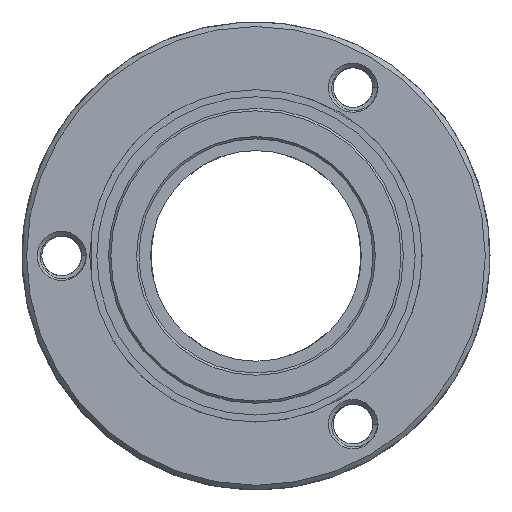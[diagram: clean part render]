
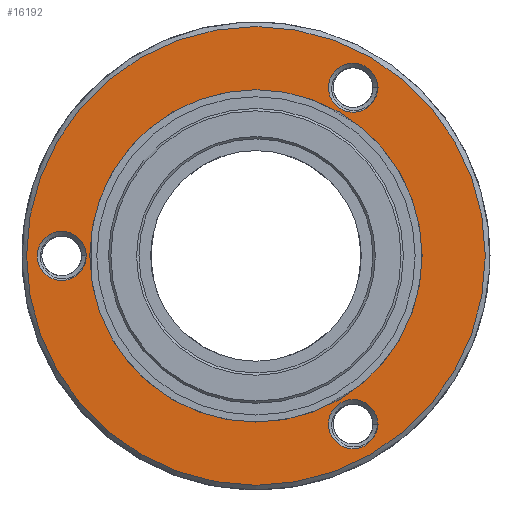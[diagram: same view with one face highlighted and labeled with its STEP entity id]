
A CAD part, left-side view. The second image highlights one B-rep face of the part: STEP entity #16192.
In plain terms, the highlighted planar face has unit normal (-1, 0, 0).
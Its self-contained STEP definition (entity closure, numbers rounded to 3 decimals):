
#189 = CARTESIAN_POINT ( 'NONE',  ( 8., 0., 0. ) ) ;
#225 = CIRCLE ( 'NONE', #8720, 1.05 ) ;
#1600 = AXIS2_PLACEMENT_3D ( 'NONE', #189, #15302, #11507 ) ;
#1618 = DIRECTION ( 'NONE',  ( 0., 0., 1. ) ) ;
#2608 = EDGE_LOOP ( 'NONE', ( #2698 ) ) ;
#2673 = CARTESIAN_POINT ( 'NONE',  ( 8., -4.15, 7.188 ) ) ;
#2698 = ORIENTED_EDGE ( 'NONE', *, *, #7976, .T. ) ;
#3934 = ORIENTED_EDGE ( 'NONE', *, *, #7362, .T. ) ;
#4137 = CARTESIAN_POINT ( 'NONE',  ( 8., -4.15, 6.138 ) ) ;
#5269 = FACE_BOUND ( 'NONE', #13974, .T. ) ;
#5398 = FACE_OUTER_BOUND ( 'NONE', #2608, .T. ) ;
#6153 = VERTEX_POINT ( 'NONE', #12272 ) ;
#6361 = EDGE_CURVE ( 'NONE', #15842, #15842, #23184, .T. ) ;
#6581 = CARTESIAN_POINT ( 'NONE',  ( 8., 8.3, 0. ) ) ;
#6935 = DIRECTION ( 'NONE',  ( 1., 0., 0. ) ) ;
#7268 = CIRCLE ( 'NONE', #10924, 1.05 ) ;
#7362 = EDGE_CURVE ( 'NONE', #22031, #22031, #7268, .T. ) ;
#7976 = EDGE_CURVE ( 'NONE', #6153, #6153, #12550, .T. ) ;
#8720 = AXIS2_PLACEMENT_3D ( 'NONE', #6581, #19909, #16386 ) ;
#8794 = EDGE_CURVE ( 'NONE', #16092, #16092, #16291, .T. ) ;
#8965 = PLANE ( 'NONE',  #24693 ) ;
#9680 = ORIENTED_EDGE ( 'NONE', *, *, #21902, .T. ) ;
#10924 = AXIS2_PLACEMENT_3D ( 'NONE', #2673, #20833, #22474 ) ;
#11507 = DIRECTION ( 'NONE',  ( 0., 0., -1. ) ) ;
#11818 = AXIS2_PLACEMENT_3D ( 'NONE', #16214, #12404, #14298 ) ;
#12272 = CARTESIAN_POINT ( 'NONE',  ( 8., 0., -9.8 ) ) ;
#12404 = DIRECTION ( 'NONE',  ( 1., 0., 0. ) ) ;
#12550 = CIRCLE ( 'NONE', #1600, 9.8 ) ;
#13186 = FACE_BOUND ( 'NONE', #21148, .T. ) ;
#13974 = EDGE_LOOP ( 'NONE', ( #19964 ) ) ;
#14298 = DIRECTION ( 'NONE',  ( 0., 0., -1. ) ) ;
#15198 = DIRECTION ( 'NONE',  ( -1., 0., 0. ) ) ;
#15302 = DIRECTION ( 'NONE',  ( -1., 0., 0. ) ) ;
#15842 = VERTEX_POINT ( 'NONE', #23566 ) ;
#16092 = VERTEX_POINT ( 'NONE', #17968 ) ;
#16192 = ADVANCED_FACE ( 'NONE', ( #5398, #18606, #24316, #13186, #5269 ), #8965, .F. ) ;
#16214 = CARTESIAN_POINT ( 'NONE',  ( 8., -4.15, -7.188 ) ) ;
#16291 = CIRCLE ( 'NONE', #11818, 1.05 ) ;
#16386 = DIRECTION ( 'NONE',  ( 0., 0., -1. ) ) ;
#16730 = DIRECTION ( 'NONE',  ( 0., 0., -1. ) ) ;
#16960 = ORIENTED_EDGE ( 'NONE', *, *, #8794, .T. ) ;
#17833 = AXIS2_PLACEMENT_3D ( 'NONE', #18993, #15198, #1618 ) ;
#17968 = CARTESIAN_POINT ( 'NONE',  ( 8., -4.15, -8.238 ) ) ;
#18606 = FACE_BOUND ( 'NONE', #23022, .T. ) ;
#18733 = CARTESIAN_POINT ( 'NONE',  ( 8., 10., 0. ) ) ;
#18906 = EDGE_LOOP ( 'NONE', ( #3934 ) ) ;
#18993 = CARTESIAN_POINT ( 'NONE',  ( 8., 0., 0. ) ) ;
#19909 = DIRECTION ( 'NONE',  ( 1., 0., 0. ) ) ;
#19964 = ORIENTED_EDGE ( 'NONE', *, *, #6361, .F. ) ;
#20000 = VERTEX_POINT ( 'NONE', #20128 ) ;
#20128 = CARTESIAN_POINT ( 'NONE',  ( 8., 8.3, -1.05 ) ) ;
#20833 = DIRECTION ( 'NONE',  ( 1., 0., 0. ) ) ;
#21148 = EDGE_LOOP ( 'NONE', ( #9680 ) ) ;
#21902 = EDGE_CURVE ( 'NONE', #20000, #20000, #225, .T. ) ;
#22031 = VERTEX_POINT ( 'NONE', #4137 ) ;
#22474 = DIRECTION ( 'NONE',  ( 0., 0., -1. ) ) ;
#23022 = EDGE_LOOP ( 'NONE', ( #16960 ) ) ;
#23184 = CIRCLE ( 'NONE', #17833, 7.1 ) ;
#23566 = CARTESIAN_POINT ( 'NONE',  ( 8., 0., 7.1 ) ) ;
#24316 = FACE_BOUND ( 'NONE', #18906, .T. ) ;
#24693 = AXIS2_PLACEMENT_3D ( 'NONE', #18733, #6935, #16730 ) ;
